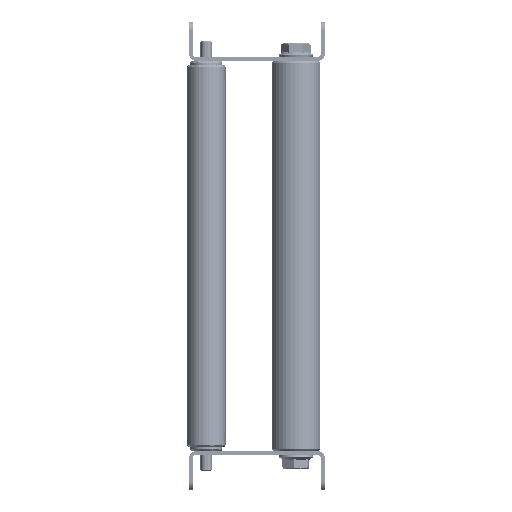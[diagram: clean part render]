
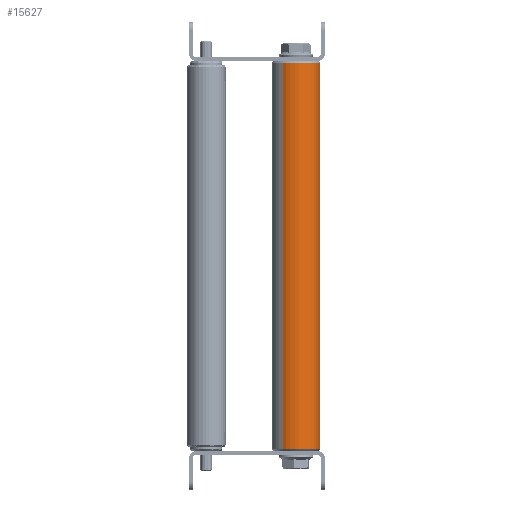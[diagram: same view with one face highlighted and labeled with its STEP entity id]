
A CAD part, left-side view. The second image highlights one B-rep face of the part: STEP entity #15627.
In plain terms, the highlighted cylindrical face has radius 12.5 mm (diameter 25 mm), a partial arc.
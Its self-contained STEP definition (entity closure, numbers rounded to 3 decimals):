
#1970 = AXIS2_PLACEMENT_3D ( 'NONE', #11154, #25408, #21893 ) ;
#2206 = EDGE_CURVE ( 'NONE', #20239, #35972, #42527, .T. ) ;
#3456 = EDGE_LOOP ( 'NONE', ( #6488, #24293, #16098, #9009 ) ) ;
#4329 = EDGE_CURVE ( 'NONE', #36029, #35972, #21512, .T. ) ;
#6488 = ORIENTED_EDGE ( 'NONE', *, *, #15683, .T. ) ;
#8126 = DIRECTION ( 'NONE',  ( 0., 0., -1. ) ) ;
#8710 = AXIS2_PLACEMENT_3D ( 'NONE', #42292, #13799, #29365 ) ;
#9009 = ORIENTED_EDGE ( 'NONE', *, *, #2206, .F. ) ;
#9911 = VERTEX_POINT ( 'NONE', #25532 ) ;
#11154 = CARTESIAN_POINT ( 'NONE',  ( 199., 0., 0. ) ) ;
#11348 = CARTESIAN_POINT ( 'NONE',  ( 200., 0., -12.5 ) ) ;
#13799 = DIRECTION ( 'NONE',  ( -1., 0., 0. ) ) ;
#14883 = CYLINDRICAL_SURFACE ( 'NONE', #8710, 12.5 ) ;
#15627 = ADVANCED_FACE ( 'NONE', ( #20794 ), #14883, .T. ) ;
#15683 = EDGE_CURVE ( 'NONE', #20239, #9911, #32571, .T. ) ;
#16098 = ORIENTED_EDGE ( 'NONE', *, *, #4329, .T. ) ;
#17775 = AXIS2_PLACEMENT_3D ( 'NONE', #19116, #36186, #8126 ) ;
#18994 = CARTESIAN_POINT ( 'NONE',  ( 1., 0., -12.5 ) ) ;
#19116 = CARTESIAN_POINT ( 'NONE',  ( 1., 0., 0. ) ) ;
#20239 = VERTEX_POINT ( 'NONE', #26859 ) ;
#20794 = FACE_OUTER_BOUND ( 'NONE', #3456, .T. ) ;
#21266 = DIRECTION ( 'NONE',  ( -1., 0., 0. ) ) ;
#21512 = CIRCLE ( 'NONE', #17775, 12.5 ) ;
#21893 = DIRECTION ( 'NONE',  ( 0., 0., -1. ) ) ;
#24293 = ORIENTED_EDGE ( 'NONE', *, *, #24337, .T. ) ;
#24337 = EDGE_CURVE ( 'NONE', #9911, #36029, #39382, .T. ) ;
#24453 = VECTOR ( 'NONE', #39605, 1000. ) ;
#25408 = DIRECTION ( 'NONE',  ( -1., 0., 0. ) ) ;
#25532 = CARTESIAN_POINT ( 'NONE',  ( 199., 0., -12.5 ) ) ;
#26859 = CARTESIAN_POINT ( 'NONE',  ( 199., 0., 12.5 ) ) ;
#29365 = DIRECTION ( 'NONE',  ( 0., 0., 1. ) ) ;
#32571 = CIRCLE ( 'NONE', #1970, 12.5 ) ;
#35972 = VERTEX_POINT ( 'NONE', #40726 ) ;
#36029 = VERTEX_POINT ( 'NONE', #18994 ) ;
#36186 = DIRECTION ( 'NONE',  ( 1., 0., 0. ) ) ;
#39382 = LINE ( 'NONE', #11348, #24453 ) ;
#39605 = DIRECTION ( 'NONE',  ( -1., 0., 0. ) ) ;
#40555 = VECTOR ( 'NONE', #21266, 1000. ) ;
#40726 = CARTESIAN_POINT ( 'NONE',  ( 1., 0., 12.5 ) ) ;
#42292 = CARTESIAN_POINT ( 'NONE',  ( 200., 0., 0. ) ) ;
#42527 = LINE ( 'NONE', #43230, #40555 ) ;
#43230 = CARTESIAN_POINT ( 'NONE',  ( 200., 0., 12.5 ) ) ;
